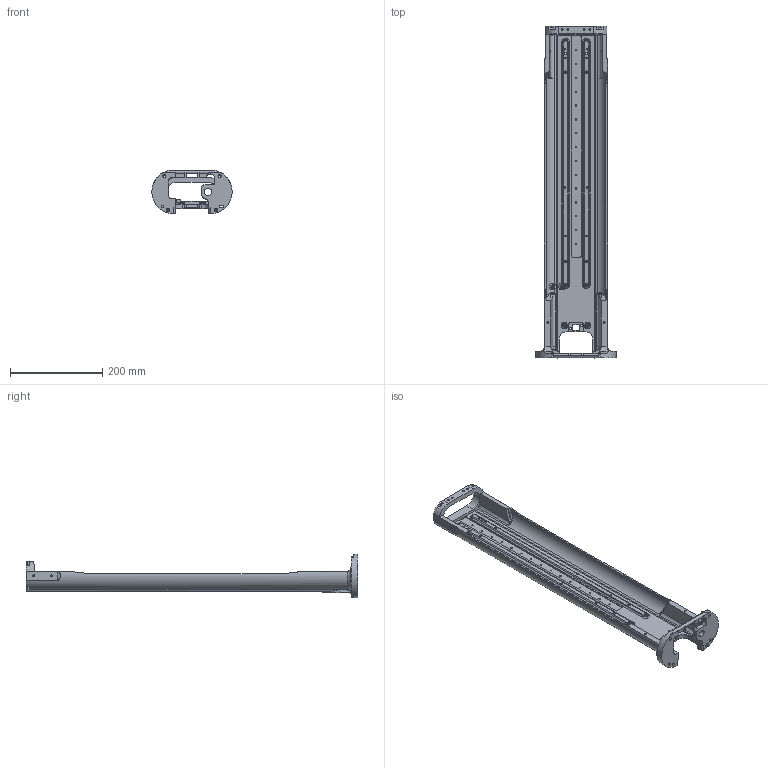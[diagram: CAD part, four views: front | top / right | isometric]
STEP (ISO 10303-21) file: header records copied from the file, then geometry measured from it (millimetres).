
FILE_DESCRIPTION (( 'STEP AP214' ), '1' );
FILE_NAME ('P25441ver13.STEP', '2018-10-03T00:49:06', ( '' ), ( '' ), 'SwSTEP 2.0', 'SolidWorks 2017', '' );
FILE_SCHEMA (( 'AUTOMOTIVE_DESIGN' ));
Length unit declared in the file: millimetre
Products named in the file (1): P25441ver13
Bounding box: 173.85 x 720 x 95.3 mm (x, y, z)
Volume: 893354.2 mm3; surface area: 302487.8 mm2
Topology: 1 solids, 1 shells, 560 faces, 1493 edges, 923 vertices
Faces by surface type: cylinder 198, plane 158, cone 154, bspline 24, torus 22, sphere 4
Entity records: 20598 total; most frequent: CARTESIAN_POINT 5411, DIRECTION 2979, ORIENTED_EDGE 2966, EDGE_CURVE 1483, AXIS2_PLACEMENT_3D 1120, VERTEX_POINT 923, VECTOR 739, LINE 739
